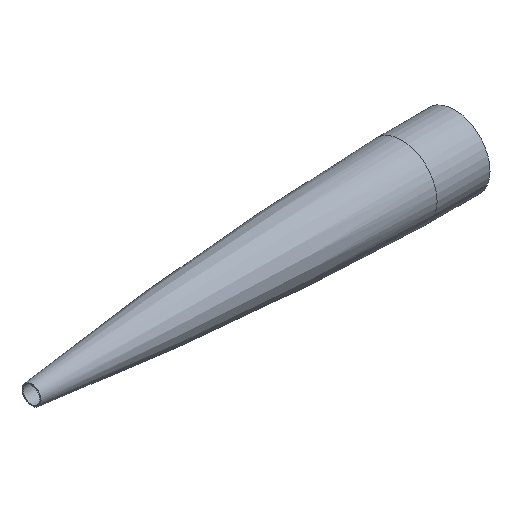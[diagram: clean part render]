
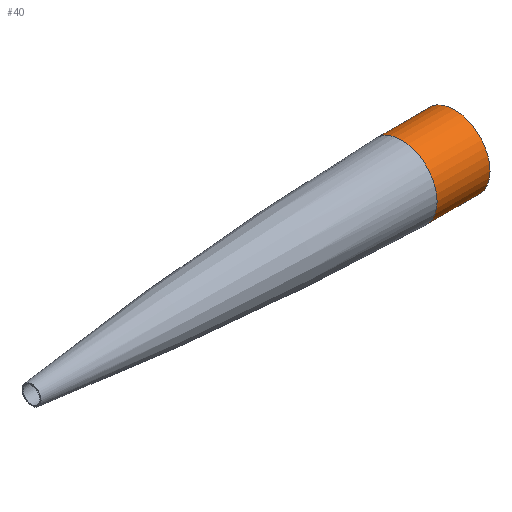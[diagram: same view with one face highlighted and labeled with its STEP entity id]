
A CAD part, isometric view. The second image highlights one B-rep face of the part: STEP entity #40.
In plain terms, the highlighted cylindrical face has radius 51.054 mm (diameter 102.108 mm), a full revolution.
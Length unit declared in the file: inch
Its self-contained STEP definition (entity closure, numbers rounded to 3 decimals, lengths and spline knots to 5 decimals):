
#37=CYLINDRICAL_SURFACE('',#106,2.01);
#40=ADVANCED_FACE('',(#50,#51),#37,.T.);
#50=FACE_BOUND('',#62,.T.);
#51=FACE_BOUND('',#63,.T.);
#62=EDGE_LOOP('',(#74));
#63=EDGE_LOOP('',(#75));
#74=ORIENTED_EDGE('',*,*,#92,.F.);
#75=ORIENTED_EDGE('',*,*,#91,.T.);
#85=VERTEX_POINT('',#140);
#86=VERTEX_POINT('',#2246);
#91=EDGE_CURVE('',#85,#85,#97,.T.);
#92=EDGE_CURVE('',#86,#86,#98,.T.);
#97=CIRCLE('',#104,2.01);
#98=CIRCLE('',#105,2.01);
#104=AXIS2_PLACEMENT_3D('',#139,#117,#118);
#105=AXIS2_PLACEMENT_3D('',#2245,#120,#121);
#106=AXIS2_PLACEMENT_3D('',#2247,#122,#123);
#117=DIRECTION('',(1.,0.,0.));
#118=DIRECTION('',(0.,-1.,0.));
#120=DIRECTION('',(1.,0.,0.));
#121=DIRECTION('',(0.,-1.,0.));
#122=DIRECTION('',(-1.,0.,0.));
#123=DIRECTION('',(0.,-1.,0.));
#139=CARTESIAN_POINT('',(24.,0.,0.));
#140=CARTESIAN_POINT('',(24.,-2.01,0.));
#2245=CARTESIAN_POINT('',(27.,0.,0.));
#2246=CARTESIAN_POINT('',(27.,-2.01,0.));
#2247=CARTESIAN_POINT('',(27.,0.,0.));
